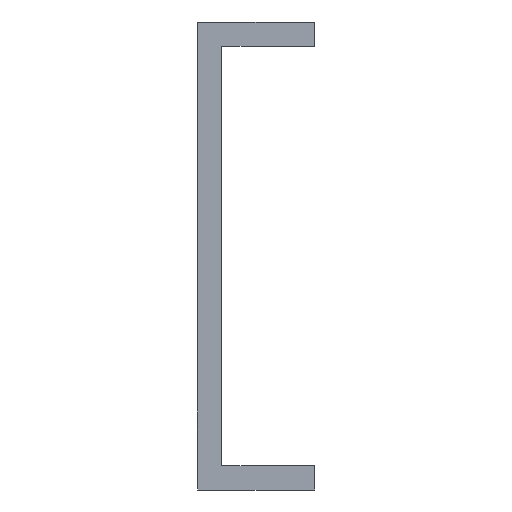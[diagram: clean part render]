
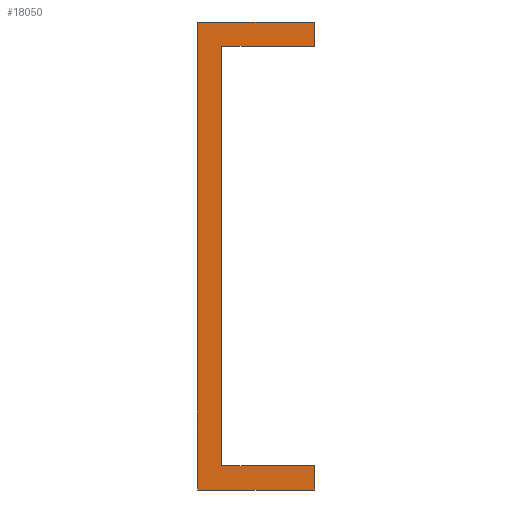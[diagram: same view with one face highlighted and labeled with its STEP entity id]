
A CAD part, front view. The second image highlights one B-rep face of the part: STEP entity #18050.
In plain terms, the highlighted planar face has unit normal (0, -1, 0).
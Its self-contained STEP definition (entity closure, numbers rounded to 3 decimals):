
#93 = EDGE_LOOP ( 'NONE', ( #16230, #7252, #12221, #11723, #6949, #7350, #18817, #8113 ) ) ;
#502 = LINE ( 'NONE', #5435, #9506 ) ;
#832 = VECTOR ( 'NONE', #7956, 1000. ) ;
#887 = CARTESIAN_POINT ( 'NONE',  ( -21.5, 0., 0. ) ) ;
#1965 = EDGE_CURVE ( 'NONE', #2151, #19347, #18571, .T. ) ;
#2057 = DIRECTION ( 'NONE',  ( 0., 0., -1. ) ) ;
#2104 = CARTESIAN_POINT ( 'NONE',  ( 24., 0., 2.5 ) ) ;
#2151 = VERTEX_POINT ( 'NONE', #8896 ) ;
#2837 = LINE ( 'NONE', #5736, #19942 ) ;
#3029 = CARTESIAN_POINT ( 'NONE',  ( -24., 0., 2.5 ) ) ;
#3268 = CARTESIAN_POINT ( 'NONE',  ( -21.5, 0., -43. ) ) ;
#4585 = CARTESIAN_POINT ( 'NONE',  ( -12., 0., 0. ) ) ;
#4623 = EDGE_CURVE ( 'NONE', #8478, #9257, #9581, .T. ) ;
#5296 = CARTESIAN_POINT ( 'NONE',  ( -12., 0., -43. ) ) ;
#5391 = CARTESIAN_POINT ( 'NONE',  ( -24., 0., -45.5 ) ) ;
#5415 = VECTOR ( 'NONE', #13697, 1000. ) ;
#5435 = CARTESIAN_POINT ( 'NONE',  ( -12., 0., 0. ) ) ;
#5736 = CARTESIAN_POINT ( 'NONE',  ( -21.5, 0., 0. ) ) ;
#6949 = ORIENTED_EDGE ( 'NONE', *, *, #14779, .F. ) ;
#7006 = CARTESIAN_POINT ( 'NONE',  ( -12., 0., 2.5 ) ) ;
#7252 = ORIENTED_EDGE ( 'NONE', *, *, #17040, .F. ) ;
#7350 = ORIENTED_EDGE ( 'NONE', *, *, #1965, .F. ) ;
#7543 = EDGE_CURVE ( 'NONE', #17982, #14875, #14502, .T. ) ;
#7589 = EDGE_CURVE ( 'NONE', #7869, #8478, #18384, .T. ) ;
#7869 = VERTEX_POINT ( 'NONE', #3029 ) ;
#7956 = DIRECTION ( 'NONE',  ( 0., 0., -1. ) ) ;
#8113 = ORIENTED_EDGE ( 'NONE', *, *, #7543, .F. ) ;
#8478 = VERTEX_POINT ( 'NONE', #7006 ) ;
#8896 = CARTESIAN_POINT ( 'NONE',  ( -12., 0., -45.5 ) ) ;
#8937 = CARTESIAN_POINT ( 'NONE',  ( -24., 0., -45.5 ) ) ;
#9257 = VERTEX_POINT ( 'NONE', #11320 ) ;
#9506 = VECTOR ( 'NONE', #17250, 1000. ) ;
#9581 = LINE ( 'NONE', #4585, #832 ) ;
#9790 = AXIS2_PLACEMENT_3D ( 'NONE', #14789, #11443, #16460 ) ;
#10028 = VECTOR ( 'NONE', #18634, 1000. ) ;
#10211 = VECTOR ( 'NONE', #20029, 1000. ) ;
#10623 = VECTOR ( 'NONE', #18900, 1000. ) ;
#10718 = DIRECTION ( 'NONE',  ( 0., 0., -1. ) ) ;
#10764 = LINE ( 'NONE', #5296, #11298 ) ;
#11298 = VECTOR ( 'NONE', #2057, 1000. ) ;
#11320 = CARTESIAN_POINT ( 'NONE',  ( -12., 0., 0. ) ) ;
#11443 = DIRECTION ( 'NONE',  ( 0., -1., 0. ) ) ;
#11446 = CARTESIAN_POINT ( 'NONE',  ( -21.5, 0., -45.5 ) ) ;
#11723 = ORIENTED_EDGE ( 'NONE', *, *, #7589, .F. ) ;
#12221 = ORIENTED_EDGE ( 'NONE', *, *, #4623, .F. ) ;
#13471 = CARTESIAN_POINT ( 'NONE',  ( -12., 0., -43. ) ) ;
#13697 = DIRECTION ( 'NONE',  ( 1., 0., 0. ) ) ;
#14502 = LINE ( 'NONE', #13471, #10028 ) ;
#14779 = EDGE_CURVE ( 'NONE', #19347, #7869, #18437, .T. ) ;
#14789 = CARTESIAN_POINT ( 'NONE',  ( 0., 0., 0. ) ) ;
#14875 = VERTEX_POINT ( 'NONE', #18970 ) ;
#15183 = FACE_OUTER_BOUND ( 'NONE', #93, .T. ) ;
#16230 = ORIENTED_EDGE ( 'NONE', *, *, #16540, .F. ) ;
#16460 = DIRECTION ( 'NONE',  ( 0., 0., -1. ) ) ;
#16540 = EDGE_CURVE ( 'NONE', #18914, #17982, #2837, .T. ) ;
#17040 = EDGE_CURVE ( 'NONE', #9257, #18914, #502, .T. ) ;
#17250 = DIRECTION ( 'NONE',  ( -1., 0., 0. ) ) ;
#17982 = VERTEX_POINT ( 'NONE', #3268 ) ;
#17986 = PLANE ( 'NONE',  #9790 ) ;
#18050 = ADVANCED_FACE ( 'NONE', ( #15183 ), #17986, .T. ) ;
#18384 = LINE ( 'NONE', #2104, #5415 ) ;
#18437 = LINE ( 'NONE', #8937, #10623 ) ;
#18571 = LINE ( 'NONE', #11446, #10211 ) ;
#18634 = DIRECTION ( 'NONE',  ( 1., 0., 0. ) ) ;
#18817 = ORIENTED_EDGE ( 'NONE', *, *, #19905, .F. ) ;
#18900 = DIRECTION ( 'NONE',  ( 0., 0., 1. ) ) ;
#18914 = VERTEX_POINT ( 'NONE', #887 ) ;
#18970 = CARTESIAN_POINT ( 'NONE',  ( -12., 0., -43. ) ) ;
#19347 = VERTEX_POINT ( 'NONE', #5391 ) ;
#19905 = EDGE_CURVE ( 'NONE', #14875, #2151, #10764, .T. ) ;
#19942 = VECTOR ( 'NONE', #10718, 1000. ) ;
#20029 = DIRECTION ( 'NONE',  ( -1., 0., 0. ) ) ;
